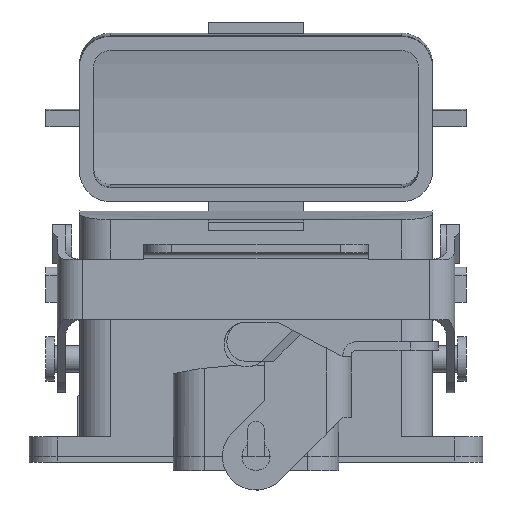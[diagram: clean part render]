
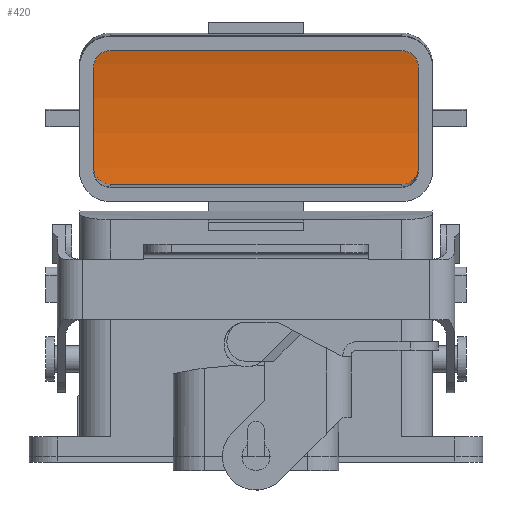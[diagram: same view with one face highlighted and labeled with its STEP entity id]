
A CAD part, front view. The second image highlights one B-rep face of the part: STEP entity #420.
In plain terms, the highlighted cylindrical face has radius 66 mm (diameter 132 mm), a partial arc.
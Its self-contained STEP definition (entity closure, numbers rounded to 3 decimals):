
#420 = ADVANCED_FACE( '', ( #983 ), #984, .F. );
#983 = FACE_OUTER_BOUND( '', #1728, .T. );
#984 = CYLINDRICAL_SURFACE( '', #1729, 66. );
#1728 = EDGE_LOOP( '', ( #2902, #2903, #2904, #2905, #2906, #2907, #2908, #2909 ) );
#1729 = AXIS2_PLACEMENT_3D( '', #2910, #2911, #2912 );
#2902 = ORIENTED_EDGE( '', *, *, #4591, .F. );
#2903 = ORIENTED_EDGE( '', *, *, #4592, .T. );
#2904 = ORIENTED_EDGE( '', *, *, #4593, .T. );
#2905 = ORIENTED_EDGE( '', *, *, #4269, .T. );
#2906 = ORIENTED_EDGE( '', *, *, #4594, .T. );
#2907 = ORIENTED_EDGE( '', *, *, #4533, .F. );
#2908 = ORIENTED_EDGE( '', *, *, #4595, .F. );
#2909 = ORIENTED_EDGE( '', *, *, #4411, .F. );
#2910 = CARTESIAN_POINT( '', ( 0., 63.501, -51.1 ) );
#2911 = DIRECTION( '', ( 0., 1., 0. ) );
#2912 = DIRECTION( '', ( 0., 0., -1. ) );
#4269 = EDGE_CURVE( '', #5097, #5098, #5099, .T. );
#4411 = EDGE_CURVE( '', #5344, #5346, #5347, .T. );
#4533 = EDGE_CURVE( '', #5536, #5537, #5538, .T. );
#4591 = EDGE_CURVE( '', #5625, #5344, #5626, .T. );
#4592 = EDGE_CURVE( '', #5625, #5627, #5628, .T. );
#4593 = EDGE_CURVE( '', #5627, #5097, #5629, .T. );
#4594 = EDGE_CURVE( '', #5098, #5537, #5630, .T. );
#4595 = EDGE_CURVE( '', #5346, #5536, #5631, .T. );
#5097 = VERTEX_POINT( '', #6288 );
#5098 = VERTEX_POINT( '', #6289 );
#5099 = B_SPLINE_CURVE_WITH_KNOTS( '', 3, ( #6290, #6291, #6292, #6293, #6294, #6295, #6296, #6297, #6298, #6299, #6300, #6301, #6302, #6303, #6304, #6305 ), .UNSPECIFIED., .F., .F., ( 4, 2, 2, 2, 2, 2, 2, 4 ), ( 0., 0.001, 0.001, 0.002, 0.002, 0.003, 0.004, 0.005 ), .UNSPECIFIED. );
#5344 = VERTEX_POINT( '', #6625 );
#5346 = VERTEX_POINT( '', #6628 );
#5347 = B_SPLINE_CURVE_WITH_KNOTS( '', 3, ( #6629, #6630, #6631, #6632, #6633, #6634, #6635, #6636, #6637, #6638, #6639, #6640, #6641, #6642, #6643, #6644, #6645, #6646 ), .UNSPECIFIED., .F., .F., ( 4, 2, 2, 2, 2, 2, 2, 2, 4 ), ( 0., 0.001, 0.001, 0.002, 0.002, 0.003, 0.004, 0.004, 0.005 ), .UNSPECIFIED. );
#5536 = VERTEX_POINT( '', #6926 );
#5537 = VERTEX_POINT( '', #6927 );
#5538 = B_SPLINE_CURVE_WITH_KNOTS( '', 3, ( #6928, #6929, #6930, #6931, #6932, #6933, #6934, #6935, #6936, #6937, #6938, #6939, #6940, #6941, #6942, #6943 ), .UNSPECIFIED., .F., .F., ( 4, 2, 2, 2, 2, 2, 2, 4 ), ( 0., 0.001, 0.001, 0.002, 0.002, 0.003, 0.004, 0.005 ), .UNSPECIFIED. );
#5625 = VERTEX_POINT( '', #7099 );
#5626 = LINE( '', #7100, #7101 );
#5627 = VERTEX_POINT( '', #7102 );
#5628 = B_SPLINE_CURVE_WITH_KNOTS( '', 3, ( #7103, #7104, #7105, #7106, #7107, #7108, #7109, #7110, #7111, #7112, #7113, #7114, #7115, #7116, #7117, #7118, #7119, #7120 ), .UNSPECIFIED., .F., .F., ( 4, 2, 2, 2, 2, 2, 2, 2, 4 ), ( 0., 0.001, 0.001, 0.002, 0.002, 0.003, 0.004, 0.004, 0.005 ), .UNSPECIFIED. );
#5629 = CIRCLE( '', #7121, 66. );
#5630 = LINE( '', #7122, #7123 );
#5631 = CIRCLE( '', #7124, 66. );
#6288 = CARTESIAN_POINT( '', ( 9.25, 29., 14.249 ) );
#6289 = CARTESIAN_POINT( '', ( 12.25, 26., 13.753 ) );
#6290 = CARTESIAN_POINT( '', ( 9.25, 29., 14.249 ) );
#6291 = CARTESIAN_POINT( '', ( 9.447, 29., 14.221 ) );
#6292 = CARTESIAN_POINT( '', ( 9.641, 28.981, 14.192 ) );
#6293 = CARTESIAN_POINT( '', ( 10.023, 28.905, 14.135 ) );
#6294 = CARTESIAN_POINT( '', ( 10.212, 28.848, 14.105 ) );
#6295 = CARTESIAN_POINT( '', ( 10.575, 28.699, 14.048 ) );
#6296 = CARTESIAN_POINT( '', ( 10.746, 28.608, 14.019 ) );
#6297 = CARTESIAN_POINT( '', ( 11.072, 28.392, 13.965 ) );
#6298 = CARTESIAN_POINT( '', ( 11.226, 28.266, 13.938 ) );
#6299 = CARTESIAN_POINT( '', ( 11.503, 27.99, 13.89 ) );
#6300 = CARTESIAN_POINT( '', ( 11.628, 27.84, 13.868 ) );
#6301 = CARTESIAN_POINT( '', ( 11.848, 27.513, 13.828 ) );
#6302 = CARTESIAN_POINT( '', ( 11.942, 27.338, 13.811 ) );
#6303 = CARTESIAN_POINT( '', ( 12.169, 26.795, 13.769 ) );
#6304 = CARTESIAN_POINT( '', ( 12.25, 26.399, 13.753 ) );
#6305 = CARTESIAN_POINT( '', ( 12.25, 26., 13.753 ) );
#6625 = CARTESIAN_POINT( '', ( -12.25, -26., 13.753 ) );
#6628 = CARTESIAN_POINT( '', ( -9.25, -29., 14.249 ) );
#6629 = CARTESIAN_POINT( '', ( -12.25, -26., 13.753 ) );
#6630 = CARTESIAN_POINT( '', ( -12.25, -26.199, 13.753 ) );
#6631 = CARTESIAN_POINT( '', ( -12.23, -26.395, 13.757 ) );
#6632 = CARTESIAN_POINT( '', ( -12.153, -26.781, 13.771 ) );
#6633 = CARTESIAN_POINT( '', ( -12.095, -26.972, 13.782 ) );
#6634 = CARTESIAN_POINT( '', ( -11.943, -27.336, 13.81 ) );
#6635 = CARTESIAN_POINT( '', ( -11.85, -27.509, 13.827 ) );
#6636 = CARTESIAN_POINT( '', ( -11.631, -27.835, 13.867 ) );
#6637 = CARTESIAN_POINT( '', ( -11.505, -27.989, 13.89 ) );
#6638 = CARTESIAN_POINT( '', ( -11.228, -28.264, 13.938 ) );
#6639 = CARTESIAN_POINT( '', ( -11.077, -28.388, 13.964 ) );
#6640 = CARTESIAN_POINT( '', ( -10.749, -28.606, 14.019 ) );
#6641 = CARTESIAN_POINT( '', ( -10.576, -28.698, 14.047 ) );
#6642 = CARTESIAN_POINT( '', ( -10.216, -28.847, 14.105 ) );
#6643 = CARTESIAN_POINT( '', ( -10.028, -28.904, 14.134 ) );
#6644 = CARTESIAN_POINT( '', ( -9.642, -28.981, 14.192 ) );
#6645 = CARTESIAN_POINT( '', ( -9.447, -29., 14.221 ) );
#6646 = CARTESIAN_POINT( '', ( -9.25, -29., 14.249 ) );
#6926 = CARTESIAN_POINT( '', ( 9.25, -29., 14.249 ) );
#6927 = CARTESIAN_POINT( '', ( 12.25, -26., 13.753 ) );
#6928 = CARTESIAN_POINT( '', ( 9.25, -29., 14.249 ) );
#6929 = CARTESIAN_POINT( '', ( 9.447, -29., 14.221 ) );
#6930 = CARTESIAN_POINT( '', ( 9.641, -28.981, 14.192 ) );
#6931 = CARTESIAN_POINT( '', ( 10.023, -28.905, 14.135 ) );
#6932 = CARTESIAN_POINT( '', ( 10.212, -28.848, 14.105 ) );
#6933 = CARTESIAN_POINT( '', ( 10.575, -28.699, 14.048 ) );
#6934 = CARTESIAN_POINT( '', ( 10.746, -28.608, 14.019 ) );
#6935 = CARTESIAN_POINT( '', ( 11.072, -28.392, 13.965 ) );
#6936 = CARTESIAN_POINT( '', ( 11.226, -28.266, 13.938 ) );
#6937 = CARTESIAN_POINT( '', ( 11.503, -27.99, 13.89 ) );
#6938 = CARTESIAN_POINT( '', ( 11.628, -27.84, 13.868 ) );
#6939 = CARTESIAN_POINT( '', ( 11.848, -27.513, 13.828 ) );
#6940 = CARTESIAN_POINT( '', ( 11.942, -27.338, 13.811 ) );
#6941 = CARTESIAN_POINT( '', ( 12.169, -26.795, 13.769 ) );
#6942 = CARTESIAN_POINT( '', ( 12.25, -26.399, 13.753 ) );
#6943 = CARTESIAN_POINT( '', ( 12.25, -26., 13.753 ) );
#7099 = CARTESIAN_POINT( '', ( -12.25, 26., 13.753 ) );
#7100 = CARTESIAN_POINT( '', ( -12.25, 63.501, 13.753 ) );
#7101 = VECTOR( '', #8296, 1000. );
#7102 = CARTESIAN_POINT( '', ( -9.25, 29., 14.249 ) );
#7103 = CARTESIAN_POINT( '', ( -12.25, 26., 13.753 ) );
#7104 = CARTESIAN_POINT( '', ( -12.25, 26.199, 13.753 ) );
#7105 = CARTESIAN_POINT( '', ( -12.23, 26.395, 13.757 ) );
#7106 = CARTESIAN_POINT( '', ( -12.153, 26.781, 13.771 ) );
#7107 = CARTESIAN_POINT( '', ( -12.095, 26.972, 13.782 ) );
#7108 = CARTESIAN_POINT( '', ( -11.943, 27.336, 13.81 ) );
#7109 = CARTESIAN_POINT( '', ( -11.85, 27.509, 13.827 ) );
#7110 = CARTESIAN_POINT( '', ( -11.631, 27.835, 13.867 ) );
#7111 = CARTESIAN_POINT( '', ( -11.505, 27.989, 13.89 ) );
#7112 = CARTESIAN_POINT( '', ( -11.228, 28.264, 13.938 ) );
#7113 = CARTESIAN_POINT( '', ( -11.077, 28.388, 13.964 ) );
#7114 = CARTESIAN_POINT( '', ( -10.749, 28.606, 14.019 ) );
#7115 = CARTESIAN_POINT( '', ( -10.576, 28.698, 14.047 ) );
#7116 = CARTESIAN_POINT( '', ( -10.216, 28.847, 14.105 ) );
#7117 = CARTESIAN_POINT( '', ( -10.028, 28.904, 14.134 ) );
#7118 = CARTESIAN_POINT( '', ( -9.642, 28.981, 14.192 ) );
#7119 = CARTESIAN_POINT( '', ( -9.447, 29., 14.221 ) );
#7120 = CARTESIAN_POINT( '', ( -9.25, 29., 14.249 ) );
#7121 = AXIS2_PLACEMENT_3D( '', #8297, #8298, #8299 );
#7122 = CARTESIAN_POINT( '', ( 12.25, 63.501, 13.753 ) );
#7123 = VECTOR( '', #8300, 1000. );
#7124 = AXIS2_PLACEMENT_3D( '', #8301, #8302, #8303 );
#8296 = DIRECTION( '', ( 0., -1., 0. ) );
#8297 = CARTESIAN_POINT( '', ( 0., 29., -51.1 ) );
#8298 = DIRECTION( '', ( 0., 1., 0. ) );
#8299 = DIRECTION( '', ( 0., 0., 1. ) );
#8300 = DIRECTION( '', ( 0., -1., 0. ) );
#8301 = CARTESIAN_POINT( '', ( 0., -29., -51.1 ) );
#8302 = DIRECTION( '', ( 0., 1., 0. ) );
#8303 = DIRECTION( '', ( 0., 0., 1. ) );
